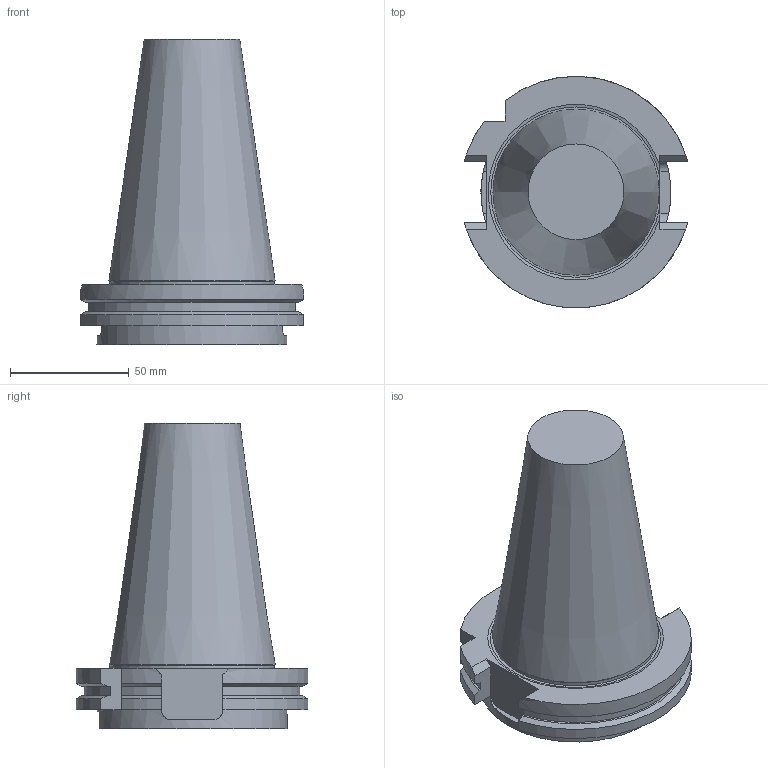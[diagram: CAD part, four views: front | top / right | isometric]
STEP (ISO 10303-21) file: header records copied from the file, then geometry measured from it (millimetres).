
FILE_DESCRIPTION(/* description */ ('3-D model version:1'),/* implementation_level */ '2;1');
FILE_NAME(/* name */ '390B.540-5080027',/* time_stamp */ '2016-12-02T14:14:30',/* author */ ('InteractiveCad'),/* organization */ ('AB Sandvik Coromant'),/* preprocessor_version */ 'ST-DEVELOPER v15',/* originating_system */ 'SIEMENS PLM Software NX 8.5',/* authorization */ '');
FILE_SCHEMA(('AUTOMOTIVE_DESIGN'));
Length unit declared in the file: millimetre
Products named in the file (1): 390B_540_5080027_SIM
Bounding box: 93.97 x 97.28 x 128.6 mm (x, y, z)
Volume: 398791.9 mm3; surface area: 39548.4 mm2
Topology: 1 solids, 1 shells, 55 faces, 153 edges, 101 vertices
Faces by surface type: plane 30, cylinder 16, cone 9
Full cylindrical faces by diameter (mm): 32.305 x1, 69.25 x1, 80 x1
Entity records: 1889 total; most frequent: CARTESIAN_POINT 406, DIRECTION 293, ORIENTED_EDGE 292, EDGE_CURVE 146, AXIS2_PLACEMENT_3D 106, VERTEX_POINT 99, LINE 81, VECTOR 81
